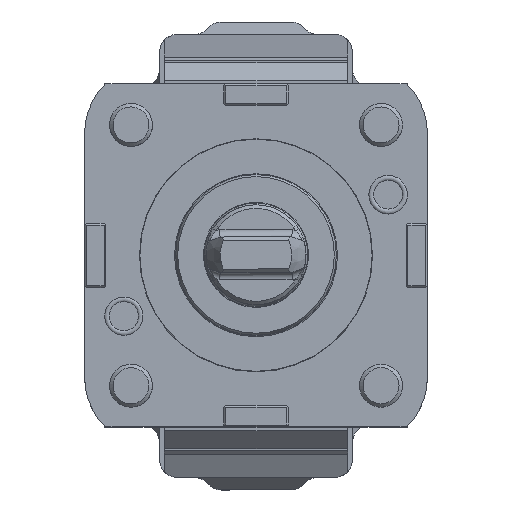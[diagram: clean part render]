
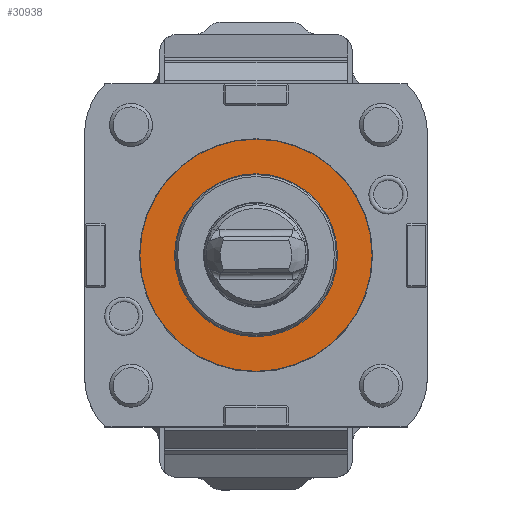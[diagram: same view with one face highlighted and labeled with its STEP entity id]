
A CAD part, top view. The second image highlights one B-rep face of the part: STEP entity #30938.
In plain terms, the highlighted planar face has unit normal (0, 0, 1).
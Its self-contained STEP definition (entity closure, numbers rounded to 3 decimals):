
#18 = CARTESIAN_POINT ( 'NONE',  ( -32.5, 0., 32. ) ) ;
#1245 = CARTESIAN_POINT ( 'NONE',  ( 0., 0., 32. ) ) ;
#3026 = VERTEX_POINT ( 'NONE', #18 ) ;
#3674 = EDGE_CURVE ( 'NONE', #3026, #3026, #20220, .T. ) ;
#4688 = CIRCLE ( 'NONE', #25798, 22.8 ) ;
#5410 = CARTESIAN_POINT ( 'NONE',  ( 0., 0., 32. ) ) ;
#7128 = EDGE_LOOP ( 'NONE', ( #27800 ) ) ;
#10035 = AXIS2_PLACEMENT_3D ( 'NONE', #5410, #11234, #25188 ) ;
#11234 = DIRECTION ( 'NONE',  ( 0., 0., 1. ) ) ;
#13687 = FACE_OUTER_BOUND ( 'NONE', #7128, .T. ) ;
#15909 = EDGE_LOOP ( 'NONE', ( #28159 ) ) ;
#16000 = VERTEX_POINT ( 'NONE', #35196 ) ;
#20220 = CIRCLE ( 'NONE', #33377, 32.5 ) ;
#21429 = DIRECTION ( 'NONE',  ( 1., 0., 0. ) ) ;
#21846 = EDGE_CURVE ( 'NONE', #16000, #16000, #4688, .T. ) ;
#24249 = DIRECTION ( 'NONE',  ( 0., 0., -1. ) ) ;
#25188 = DIRECTION ( 'NONE',  ( 1., 0., 0. ) ) ;
#25798 = AXIS2_PLACEMENT_3D ( 'NONE', #1245, #24249, #21429 ) ;
#27800 = ORIENTED_EDGE ( 'NONE', *, *, #3674, .F. ) ;
#28159 = ORIENTED_EDGE ( 'NONE', *, *, #21846, .T. ) ;
#28760 = DIRECTION ( 'NONE',  ( -1., 0., 0. ) ) ;
#29130 = DIRECTION ( 'NONE',  ( 0., 0., -1. ) ) ;
#30938 = ADVANCED_FACE ( 'Defeature completata1_35', ( #36424, #13687 ), #30996, .T. ) ;
#30996 = PLANE ( 'NONE',  #10035 ) ;
#33377 = AXIS2_PLACEMENT_3D ( 'NONE', #34771, #29130, #28760 ) ;
#34771 = CARTESIAN_POINT ( 'NONE',  ( 0., 0., 32. ) ) ;
#35196 = CARTESIAN_POINT ( 'NONE',  ( 22.8, 0., 32. ) ) ;
#36424 = FACE_BOUND ( 'NONE', #15909, .T. ) ;
